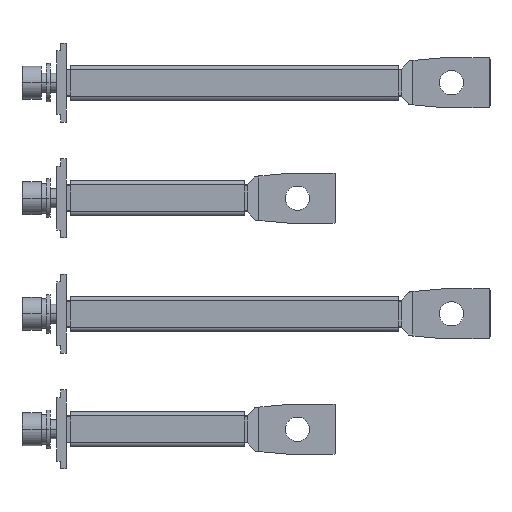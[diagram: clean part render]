
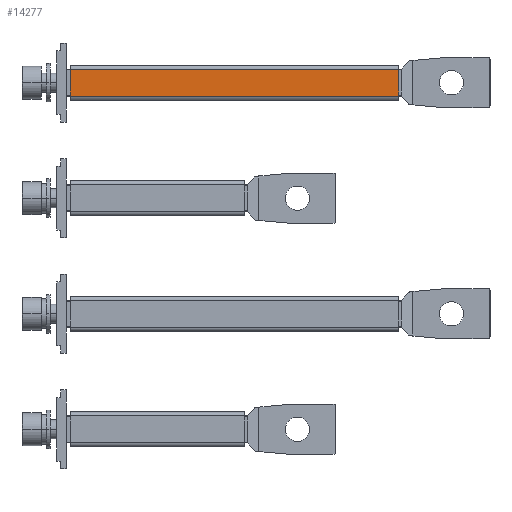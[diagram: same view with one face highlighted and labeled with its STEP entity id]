
A CAD part, left-side view. The second image highlights one B-rep face of the part: STEP entity #14277.
In plain terms, the highlighted planar face has unit normal (-1, 0, 0).
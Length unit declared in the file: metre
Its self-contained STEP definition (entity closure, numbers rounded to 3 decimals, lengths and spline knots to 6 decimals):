
#13992=DIRECTION('',(0.,0.,1.));
#13993=VECTOR('',#13992,0.007);
#13994=CARTESIAN_POINT('',(-0.0535,-0.0953,0.02305));
#13995=LINE('',#13994,#13993);
#14057=DIRECTION('',(0.,0.,-1.));
#14058=VECTOR('',#14057,0.007);
#14059=CARTESIAN_POINT('',(-0.0535,-0.01,0.03005));
#14060=LINE('',#14059,#14058);
#14077=DIRECTION('',(0.,-1.,0.));
#14078=VECTOR('',#14077,0.0853);
#14079=CARTESIAN_POINT('',(-0.0535,-0.01,0.02305));
#14080=LINE('',#14079,#14078);
#14089=DIRECTION('',(0.,1.,0.));
#14090=VECTOR('',#14089,0.0853);
#14091=CARTESIAN_POINT('',(-0.0535,-0.0953,0.03005));
#14092=LINE('',#14091,#14090);
#14131=CARTESIAN_POINT('',(-0.0535,-0.0953,0.02305));
#14132=VERTEX_POINT('',#14131);
#14133=CARTESIAN_POINT('',(-0.0535,-0.0953,0.03005));
#14134=VERTEX_POINT('',#14133);
#14149=CARTESIAN_POINT('',(-0.0535,-0.01,0.02305));
#14151=VERTEX_POINT('',#14149);
#14159=CARTESIAN_POINT('',(-0.0535,-0.01,0.03005));
#14160=VERTEX_POINT('',#14159);
#14265=CARTESIAN_POINT('',(-0.0535,-0.0953,0.02205));
#14266=DIRECTION('',(-1.,0.,0.));
#14267=DIRECTION('',(0.,0.,1.));
#14268=AXIS2_PLACEMENT_3D('',#14265,#14266,#14267);
#14269=PLANE('',#14268);
#14270=ORIENTED_EDGE('',*,*,#14257,.F.);
#14271=ORIENTED_EDGE('',*,*,#14236,.F.);
#14273=ORIENTED_EDGE('',*,*,#14272,.F.);
#14274=ORIENTED_EDGE('',*,*,#14184,.F.);
#14275=EDGE_LOOP('',(#14270,#14271,#14273,#14274));
#14276=FACE_OUTER_BOUND('',#14275,.F.);
#14277=ADVANCED_FACE('',(#14276),#14269,.T.);
#14184=EDGE_CURVE('',#14132,#14134,#13995,.T.);
#14236=EDGE_CURVE('',#14160,#14151,#14060,.T.);
#14257=EDGE_CURVE('',#14151,#14132,#14080,.T.);
#14272=EDGE_CURVE('',#14134,#14160,#14092,.T.);
